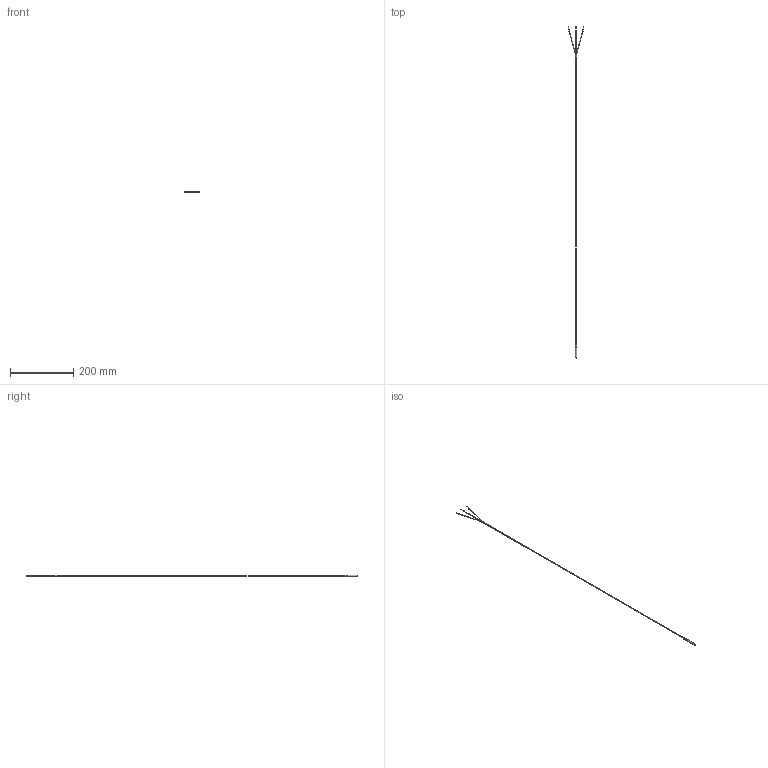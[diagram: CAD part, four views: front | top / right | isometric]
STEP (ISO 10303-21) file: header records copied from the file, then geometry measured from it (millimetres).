
FILE_DESCRIPTION (( 'STEP AP203' ), '1' );
FILE_NAME ('PCT10.STEP', '2024-05-24T05:09:46', ( '' ), ( '' ), 'SwSTEP 2.0', 'SolidWorks 2020', '' );
FILE_SCHEMA (( 'CONFIG_CONTROL_DESIGN' ));
Length unit declared in the file: millimetre
Products named in the file (1): PCT10
Bounding box: 50.39 x 1050 x 5 mm (x, y, z)
Volume: 7728.9 mm3; surface area: 10418.4 mm2
Topology: 1 solids, 1 shells, 68 faces, 134 edges, 80 vertices
Faces by surface type: torus 24, cylinder 24, plane 14, bspline 6
Entity records: 1932 total; most frequent: CARTESIAN_POINT 412, DIRECTION 347, ORIENTED_EDGE 268, AXIS2_PLACEMENT_3D 161, EDGE_CURVE 134, CIRCLE 98, VERTEX_POINT 80, EDGE_LOOP 80
